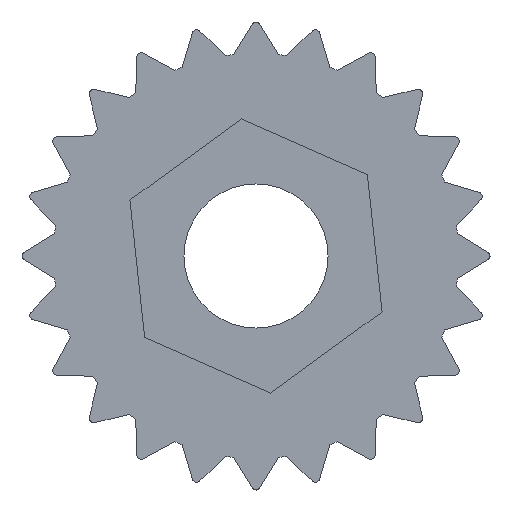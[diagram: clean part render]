
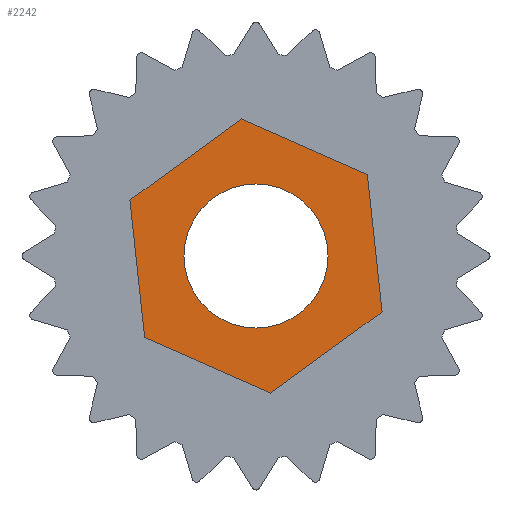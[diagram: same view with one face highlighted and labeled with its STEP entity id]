
A CAD part, front view. The second image highlights one B-rep face of the part: STEP entity #2242.
In plain terms, the highlighted planar face has unit normal (0, -1, 0).
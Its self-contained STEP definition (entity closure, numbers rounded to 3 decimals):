
#2089=CARTESIAN_POINT('Axis2P3D Location',(0.,2.1,-3.829)) ;
#2093=CARTESIAN_POINT('Vertex',(1.6,2.1,-3.829)) ;
#2095=CARTESIAN_POINT('Vertex',(-1.6,2.1,-3.829)) ;
#2115=CARTESIAN_POINT('Axis2P3D Location',(0.,2.1,-3.829)) ;
#2136=CARTESIAN_POINT('Vertex',(2.798,2.1,-5.068)) ;
#2143=CARTESIAN_POINT('Vertex',(2.472,2.1,-2.025)) ;
#2146=CARTESIAN_POINT('Line Origine',(2.635,2.1,-3.546)) ;
#2167=CARTESIAN_POINT('Vertex',(0.326,2.1,-6.871)) ;
#2170=CARTESIAN_POINT('Line Origine',(1.562,2.1,-5.97)) ;
#2191=CARTESIAN_POINT('Vertex',(-0.326,2.1,-0.786)) ;
#2194=CARTESIAN_POINT('Line Origine',(1.073,2.1,-1.406)) ;
#2206=CARTESIAN_POINT('Axis2P3D Location',(0.,2.1,0.)) ;
#2211=CARTESIAN_POINT('Line Origine',(-1.562,2.1,-1.688)) ;
#2215=CARTESIAN_POINT('Vertex',(-2.798,2.1,-2.59)) ;
#2218=CARTESIAN_POINT('Line Origine',(-2.635,2.1,-4.111)) ;
#2222=CARTESIAN_POINT('Vertex',(-2.472,2.1,-5.633)) ;
#2225=CARTESIAN_POINT('Line Origine',(-1.073,2.1,-6.252)) ;
#2090=DIRECTION('Axis2P3D Direction',(0.,1.,-0.)) ;
#2116=DIRECTION('Axis2P3D Direction',(0.,1.,-0.)) ;
#2147=DIRECTION('Vector Direction',(-0.107,0.,0.994)) ;
#2171=DIRECTION('Vector Direction',(0.808,0.,0.589)) ;
#2195=DIRECTION('Vector Direction',(-0.914,0.,0.405)) ;
#2207=DIRECTION('Axis2P3D Direction',(0.,-1.,0.)) ;
#2208=DIRECTION('Axis2P3D XDirection',(1.,0.,0.)) ;
#2212=DIRECTION('Vector Direction',(-0.808,0.,-0.589)) ;
#2219=DIRECTION('Vector Direction',(0.107,0.,-0.994)) ;
#2226=DIRECTION('Vector Direction',(0.914,0.,-0.405)) ;
#2091=AXIS2_PLACEMENT_3D('Circle Axis2P3D',#2089,#2090,$) ;
#2117=AXIS2_PLACEMENT_3D('Circle Axis2P3D',#2115,#2116,$) ;
#2209=AXIS2_PLACEMENT_3D('Plane Axis2P3D',#2206,#2207,#2208) ;
#2231=ORIENTED_EDGE('',*,*,#2150,.T.) ;
#2232=ORIENTED_EDGE('',*,*,#2198,.T.) ;
#2233=ORIENTED_EDGE('',*,*,#2217,.T.) ;
#2234=ORIENTED_EDGE('',*,*,#2224,.T.) ;
#2235=ORIENTED_EDGE('',*,*,#2229,.T.) ;
#2236=ORIENTED_EDGE('',*,*,#2174,.T.) ;
#2239=ORIENTED_EDGE('',*,*,#2119,.F.) ;
#2240=ORIENTED_EDGE('',*,*,#2097,.F.) ;
#2241=FACE_BOUND('',#2238,.T.) ;
#2148=VECTOR('Line Direction',#2147,1.) ;
#2172=VECTOR('Line Direction',#2171,1.) ;
#2196=VECTOR('Line Direction',#2195,1.) ;
#2213=VECTOR('Line Direction',#2212,1.) ;
#2220=VECTOR('Line Direction',#2219,1.) ;
#2227=VECTOR('Line Direction',#2226,1.) ;
#2242=ADVANCED_FACE('PartBody',(#2237,#2241),#2210,.T.) ;
#2092=CIRCLE('generated circle',#2091,1.6) ;
#2118=CIRCLE('generated circle',#2117,1.6) ;
#2097=EDGE_CURVE('',#2094,#2096,#2092,.F.) ;
#2119=EDGE_CURVE('',#2096,#2094,#2118,.F.) ;
#2150=EDGE_CURVE('',#2137,#2144,#2149,.T.) ;
#2174=EDGE_CURVE('',#2168,#2137,#2173,.T.) ;
#2198=EDGE_CURVE('',#2144,#2192,#2197,.T.) ;
#2217=EDGE_CURVE('',#2192,#2216,#2214,.T.) ;
#2224=EDGE_CURVE('',#2216,#2223,#2221,.T.) ;
#2229=EDGE_CURVE('',#2223,#2168,#2228,.T.) ;
#2230=EDGE_LOOP('',(#2231,#2232,#2233,#2234,#2235,#2236)) ;
#2238=EDGE_LOOP('',(#2239,#2240)) ;
#2237=FACE_OUTER_BOUND('',#2230,.T.) ;
#2149=LINE('Line',#2146,#2148) ;
#2173=LINE('Line',#2170,#2172) ;
#2197=LINE('Line',#2194,#2196) ;
#2214=LINE('Line',#2211,#2213) ;
#2221=LINE('Line',#2218,#2220) ;
#2228=LINE('Line',#2225,#2227) ;
#2210=PLANE('',#2209) ;
#2094=VERTEX_POINT('',#2093) ;
#2096=VERTEX_POINT('',#2095) ;
#2137=VERTEX_POINT('',#2136) ;
#2144=VERTEX_POINT('',#2143) ;
#2168=VERTEX_POINT('',#2167) ;
#2192=VERTEX_POINT('',#2191) ;
#2216=VERTEX_POINT('',#2215) ;
#2223=VERTEX_POINT('',#2222) ;
